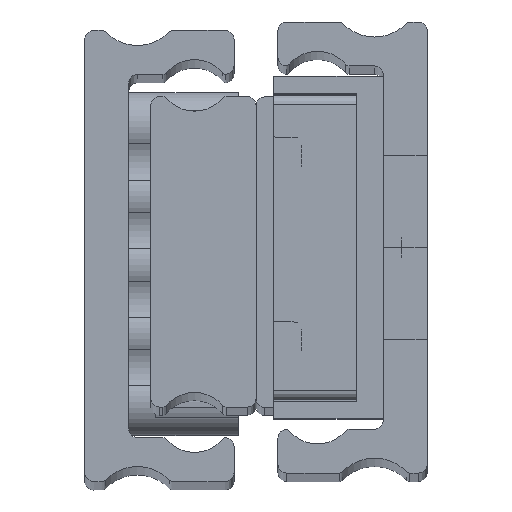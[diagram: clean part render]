
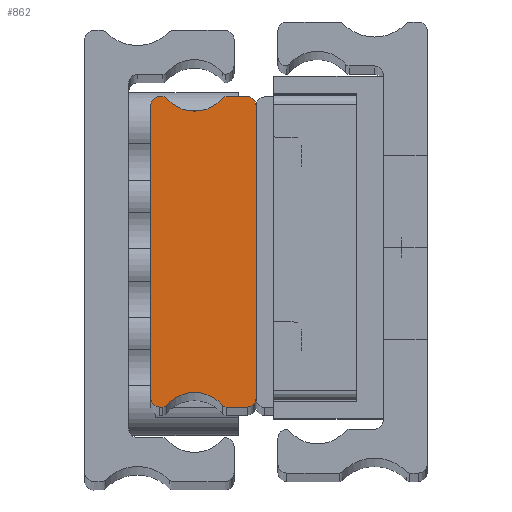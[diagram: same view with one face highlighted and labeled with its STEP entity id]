
A CAD part, top view. The second image highlights one B-rep face of the part: STEP entity #862.
In plain terms, the highlighted planar face has unit normal (0, 0, 1).
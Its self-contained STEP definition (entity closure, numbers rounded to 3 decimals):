
#65 = CARTESIAN_POINT ( 'NONE',  ( -11., 17.687, 0. ) ) ;
#167 = DIRECTION ( 'NONE',  ( 0., 0., 1. ) ) ;
#266 = DIRECTION ( 'NONE',  ( 1., 0., 0. ) ) ;
#284 = AXIS2_PLACEMENT_3D ( 'NONE', #6939, #2969, #6484 ) ;
#344 = ORIENTED_EDGE ( 'NONE', *, *, #6204, .T. ) ;
#542 = CARTESIAN_POINT ( 'NONE',  ( -7., 20.232, 0. ) ) ;
#637 = EDGE_LOOP ( 'NONE', ( #7237, #1875, #3806, #1421, #1512, #1032, #3501, #5846, #1498, #794, #7330, #1148, #3342, #344, #2878, #3459 ) ) ;
#642 = LINE ( 'NONE', #5812, #5740 ) ;
#675 = CARTESIAN_POINT ( 'NONE',  ( -10.603, 17.688, 0. ) ) ;
#775 = CARTESIAN_POINT ( 'NONE',  ( -3.397, -17.187, 0. ) ) ;
#785 = AXIS2_PLACEMENT_3D ( 'NONE', #2792, #7393, #880 ) ;
#794 = ORIENTED_EDGE ( 'NONE', *, *, #4594, .T. ) ;
#836 = VERTEX_POINT ( 'NONE', #1028 ) ;
#862 = ADVANCED_FACE ( 'NONE', ( #4484 ), #2098, .T. ) ;
#880 = DIRECTION ( 'NONE',  ( 1., 0., 0. ) ) ;
#955 = DIRECTION ( 'NONE',  ( 0., 0., 1. ) ) ;
#1028 = CARTESIAN_POINT ( 'NONE',  ( -3.808, -17.473, 0. ) ) ;
#1032 = ORIENTED_EDGE ( 'NONE', *, *, #3098, .T. ) ;
#1055 = VECTOR ( 'NONE', #1402, 1000. ) ;
#1137 = EDGE_CURVE ( 'NONE', #7045, #5595, #6222, .T. ) ;
#1148 = ORIENTED_EDGE ( 'NONE', *, *, #5733, .T. ) ;
#1183 = CIRCLE ( 'NONE', #6320, 1. ) ;
#1250 = CARTESIAN_POINT ( 'NONE',  ( -10.603, -17.687, 0. ) ) ;
#1286 = CARTESIAN_POINT ( 'NONE',  ( -10.603, 17.187, 0. ) ) ;
#1402 = DIRECTION ( 'NONE',  ( -1., 0., 0. ) ) ;
#1421 = ORIENTED_EDGE ( 'NONE', *, *, #2168, .T. ) ;
#1445 = CARTESIAN_POINT ( 'NONE',  ( -1., 17.687, 0. ) ) ;
#1455 = AXIS2_PLACEMENT_3D ( 'NONE', #4978, #2486, #266 ) ;
#1460 = EDGE_CURVE ( 'NONE', #2746, #6209, #642, .T. ) ;
#1473 = EDGE_CURVE ( 'NONE', #1687, #1760, #5194, .T. ) ;
#1498 = ORIENTED_EDGE ( 'NONE', *, *, #2026, .T. ) ;
#1512 = ORIENTED_EDGE ( 'NONE', *, *, #1460, .T. ) ;
#1625 = CIRCLE ( 'NONE', #284, 1. ) ;
#1633 = AXIS2_PLACEMENT_3D ( 'NONE', #542, #4647, #6433 ) ;
#1687 = VERTEX_POINT ( 'NONE', #7373 ) ;
#1707 = CIRCLE ( 'NONE', #2438, 1. ) ;
#1712 = DIRECTION ( 'NONE',  ( 0., -1., 0. ) ) ;
#1760 = VERTEX_POINT ( 'NONE', #65 ) ;
#1875 = ORIENTED_EDGE ( 'NONE', *, *, #5651, .T. ) ;
#1900 = AXIS2_PLACEMENT_3D ( 'NONE', #775, #1960, #4888 ) ;
#1952 = CIRCLE ( 'NONE', #6604, 4.22 ) ;
#1960 = DIRECTION ( 'NONE',  ( 0., 0., 1. ) ) ;
#1966 = DIRECTION ( 'NONE',  ( 0., 0., 1. ) ) ;
#2026 = EDGE_CURVE ( 'NONE', #5595, #836, #1952, .T. ) ;
#2098 = PLANE ( 'NONE',  #2915 ) ;
#2130 = LINE ( 'NONE', #5244, #2887 ) ;
#2163 = EDGE_CURVE ( 'NONE', #4759, #2371, #3120, .T. ) ;
#2168 = EDGE_CURVE ( 'NONE', #1760, #2746, #3265, .T. ) ;
#2278 = VECTOR ( 'NONE', #2600, 1000. ) ;
#2279 = AXIS2_PLACEMENT_3D ( 'NONE', #1286, #3627, #4167 ) ;
#2337 = VERTEX_POINT ( 'NONE', #4670 ) ;
#2370 = CARTESIAN_POINT ( 'NONE',  ( -7., -20.232, 0. ) ) ;
#2371 = VERTEX_POINT ( 'NONE', #2432 ) ;
#2432 = CARTESIAN_POINT ( 'NONE',  ( 0., 16.687, 0. ) ) ;
#2438 = AXIS2_PLACEMENT_3D ( 'NONE', #4850, #167, #4817 ) ;
#2454 = DIRECTION ( 'NONE',  ( 1., 0., 0. ) ) ;
#2475 = DIRECTION ( 'NONE',  ( 1., 0., 0. ) ) ;
#2486 = DIRECTION ( 'NONE',  ( 0., 0., 1. ) ) ;
#2578 = VERTEX_POINT ( 'NONE', #5458 ) ;
#2600 = DIRECTION ( 'NONE',  ( 0., 1., 0. ) ) ;
#2746 = VERTEX_POINT ( 'NONE', #5961 ) ;
#2792 = CARTESIAN_POINT ( 'NONE',  ( -3.397, 17.187, 0. ) ) ;
#2829 = DIRECTION ( 'NONE',  ( 1., 0., 0. ) ) ;
#2878 = ORIENTED_EDGE ( 'NONE', *, *, #5256, .T. ) ;
#2887 = VECTOR ( 'NONE', #4832, 1000. ) ;
#2915 = AXIS2_PLACEMENT_3D ( 'NONE', #3413, #955, #2829 ) ;
#2969 = DIRECTION ( 'NONE',  ( 0., 0., 1. ) ) ;
#3081 = DIRECTION ( 'NONE',  ( 0., 0., 1. ) ) ;
#3098 = EDGE_CURVE ( 'NONE', #6209, #3186, #1625, .T. ) ;
#3120 = LINE ( 'NONE', #3799, #2278 ) ;
#3186 = VERTEX_POINT ( 'NONE', #5988 ) ;
#3215 = CARTESIAN_POINT ( 'NONE',  ( -1., -16.687, 0. ) ) ;
#3265 = CIRCLE ( 'NONE', #5198, 1. ) ;
#3342 = ORIENTED_EDGE ( 'NONE', *, *, #2163, .T. ) ;
#3413 = CARTESIAN_POINT ( 'NONE',  ( -7., 20.232, 0. ) ) ;
#3423 = VECTOR ( 'NONE', #5854, 1000. ) ;
#3459 = ORIENTED_EDGE ( 'NONE', *, *, #3892, .T. ) ;
#3501 = ORIENTED_EDGE ( 'NONE', *, *, #6399, .T. ) ;
#3547 = EDGE_CURVE ( 'NONE', #4796, #2337, #7257, .T. ) ;
#3627 = DIRECTION ( 'NONE',  ( 0., 0., 1. ) ) ;
#3799 = CARTESIAN_POINT ( 'NONE',  ( 0., -16.687, 0. ) ) ;
#3806 = ORIENTED_EDGE ( 'NONE', *, *, #1473, .T. ) ;
#3892 = EDGE_CURVE ( 'NONE', #2578, #4796, #7261, .T. ) ;
#3958 = CARTESIAN_POINT ( 'NONE',  ( -3.808, 17.473, 0. ) ) ;
#4167 = DIRECTION ( 'NONE',  ( 1., 0., 0. ) ) ;
#4419 = DIRECTION ( 'NONE',  ( 1., 0., 0. ) ) ;
#4484 = FACE_OUTER_BOUND ( 'NONE', #637, .T. ) ;
#4496 = CARTESIAN_POINT ( 'NONE',  ( 0., -16.687, 0. ) ) ;
#4594 = EDGE_CURVE ( 'NONE', #836, #5822, #7047, .T. ) ;
#4647 = DIRECTION ( 'NONE',  ( 0., 0., -1. ) ) ;
#4670 = CARTESIAN_POINT ( 'NONE',  ( -10.192, 17.473, 0. ) ) ;
#4759 = VERTEX_POINT ( 'NONE', #4496 ) ;
#4796 = VERTEX_POINT ( 'NONE', #3958 ) ;
#4817 = DIRECTION ( 'NONE',  ( 1., 0., 0. ) ) ;
#4832 = DIRECTION ( 'NONE',  ( 1., 0., 0. ) ) ;
#4842 = DIRECTION ( 'NONE',  ( 1., 0., 0. ) ) ;
#4850 = CARTESIAN_POINT ( 'NONE',  ( -1., 16.687, 0. ) ) ;
#4888 = DIRECTION ( 'NONE',  ( 1., 0., 0. ) ) ;
#4978 = CARTESIAN_POINT ( 'NONE',  ( -10.603, -17.187, 0. ) ) ;
#5048 = EDGE_CURVE ( 'NONE', #5822, #6514, #2130, .T. ) ;
#5194 = LINE ( 'NONE', #675, #3423 ) ;
#5198 = AXIS2_PLACEMENT_3D ( 'NONE', #7200, #3081, #4842 ) ;
#5206 = DIRECTION ( 'NONE',  ( 0., 0., -1. ) ) ;
#5244 = CARTESIAN_POINT ( 'NONE',  ( -3.397, -17.688, 0. ) ) ;
#5256 = EDGE_CURVE ( 'NONE', #6370, #2578, #5573, .T. ) ;
#5272 = CARTESIAN_POINT ( 'NONE',  ( -10.192, -17.473, 0. ) ) ;
#5351 = CIRCLE ( 'NONE', #2279, 0.5 ) ;
#5450 = CARTESIAN_POINT ( 'NONE',  ( -12., -16.688, 0. ) ) ;
#5458 = CARTESIAN_POINT ( 'NONE',  ( -3.397, 17.687, 0. ) ) ;
#5573 = LINE ( 'NONE', #1445, #1055 ) ;
#5595 = VERTEX_POINT ( 'NONE', #5272 ) ;
#5651 = EDGE_CURVE ( 'NONE', #2337, #1687, #5351, .T. ) ;
#5733 = EDGE_CURVE ( 'NONE', #6514, #4759, #1183, .T. ) ;
#5740 = VECTOR ( 'NONE', #1712, 1000. ) ;
#5790 = CARTESIAN_POINT ( 'NONE',  ( -1., -17.688, 0. ) ) ;
#5812 = CARTESIAN_POINT ( 'NONE',  ( -12., 16.687, 0. ) ) ;
#5822 = VERTEX_POINT ( 'NONE', #6108 ) ;
#5846 = ORIENTED_EDGE ( 'NONE', *, *, #1137, .T. ) ;
#5854 = DIRECTION ( 'NONE',  ( -1., 0., 0. ) ) ;
#5961 = CARTESIAN_POINT ( 'NONE',  ( -12., 16.687, 0. ) ) ;
#5988 = CARTESIAN_POINT ( 'NONE',  ( -11., -17.687, 0. ) ) ;
#5997 = VECTOR ( 'NONE', #4419, 1000. ) ;
#6108 = CARTESIAN_POINT ( 'NONE',  ( -3.397, -17.688, 0. ) ) ;
#6204 = EDGE_CURVE ( 'NONE', #2371, #6370, #1707, .T. ) ;
#6209 = VERTEX_POINT ( 'NONE', #5450 ) ;
#6222 = CIRCLE ( 'NONE', #1455, 0.5 ) ;
#6320 = AXIS2_PLACEMENT_3D ( 'NONE', #3215, #1966, #2475 ) ;
#6370 = VERTEX_POINT ( 'NONE', #7402 ) ;
#6399 = EDGE_CURVE ( 'NONE', #3186, #7045, #6783, .T. ) ;
#6433 = DIRECTION ( 'NONE',  ( 1., 0., 0. ) ) ;
#6484 = DIRECTION ( 'NONE',  ( 1., 0., 0. ) ) ;
#6514 = VERTEX_POINT ( 'NONE', #5790 ) ;
#6604 = AXIS2_PLACEMENT_3D ( 'NONE', #2370, #5206, #2454 ) ;
#6783 = LINE ( 'NONE', #7323, #5997 ) ;
#6939 = CARTESIAN_POINT ( 'NONE',  ( -11., -16.688, 0. ) ) ;
#7045 = VERTEX_POINT ( 'NONE', #1250 ) ;
#7047 = CIRCLE ( 'NONE', #1900, 0.5 ) ;
#7200 = CARTESIAN_POINT ( 'NONE',  ( -11., 16.687, 0. ) ) ;
#7237 = ORIENTED_EDGE ( 'NONE', *, *, #3547, .T. ) ;
#7257 = CIRCLE ( 'NONE', #1633, 4.22 ) ;
#7261 = CIRCLE ( 'NONE', #785, 0.5 ) ;
#7323 = CARTESIAN_POINT ( 'NONE',  ( -11., -17.687, 0. ) ) ;
#7330 = ORIENTED_EDGE ( 'NONE', *, *, #5048, .T. ) ;
#7373 = CARTESIAN_POINT ( 'NONE',  ( -10.603, 17.687, 0. ) ) ;
#7393 = DIRECTION ( 'NONE',  ( 0., 0., 1. ) ) ;
#7402 = CARTESIAN_POINT ( 'NONE',  ( -1., 17.688, 0. ) ) ;
